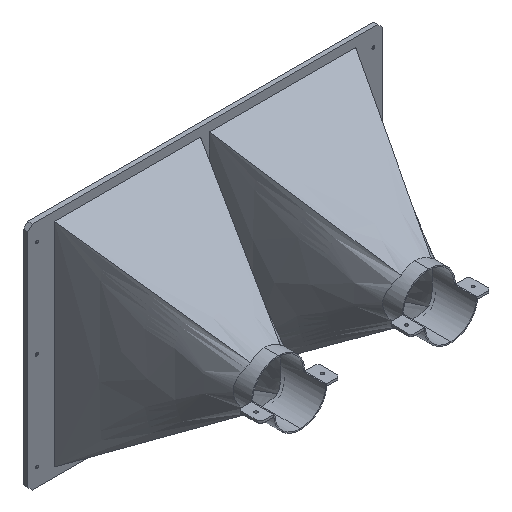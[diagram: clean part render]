
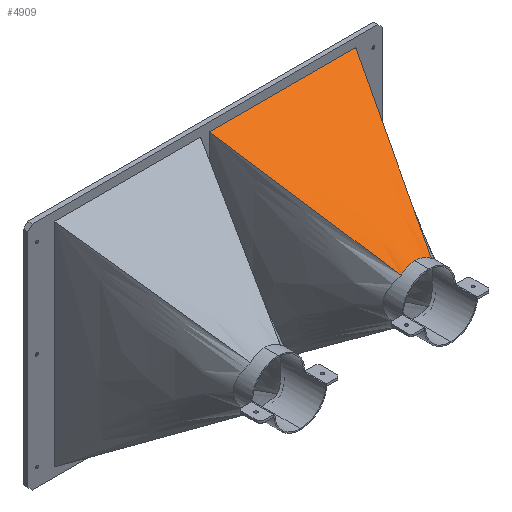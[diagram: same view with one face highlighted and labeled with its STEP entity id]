
A CAD part, isometric view. The second image highlights one B-rep face of the part: STEP entity #4909.
In plain terms, the highlighted free-form (B-spline) face has degree [3, 1] with [18, 2] control points.
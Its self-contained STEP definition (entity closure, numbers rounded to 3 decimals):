
#213 = CARTESIAN_POINT ( 'NONE',  ( 230., 0., 240. ) ) ;
#246 = ORIENTED_EDGE ( 'NONE', *, *, #6650, .T. ) ;
#284 = CARTESIAN_POINT ( 'NONE',  ( 196.381, -320., 42.539 ) ) ;
#346 = EDGE_CURVE ( 'NONE', #1730, #8719, #1640, .T. ) ;
#457 = CARTESIAN_POINT ( 'NONE',  ( 186.478, -304.149, 57.698 ) ) ;
#829 = ORIENTED_EDGE ( 'NONE', *, *, #6743, .F. ) ;
#874 = LINE ( 'NONE', #1341, #3867 ) ;
#922 = CARTESIAN_POINT ( 'NONE',  ( 10., 0., 240. ) ) ;
#1020 = CARTESIAN_POINT ( 'NONE',  ( 182.756, -320., 48.412 ) ) ;
#1060 = CARTESIAN_POINT ( 'NONE',  ( 172.588, -320., 50. ) ) ;
#1102 = CARTESIAN_POINT ( 'NONE',  ( 143.619, -320., 42.539 ) ) ;
#1135 = CARTESIAN_POINT ( 'NONE',  ( 65., 0., 240. ) ) ;
#1206 = CARTESIAN_POINT ( 'NONE',  ( 170., -303.157, 60. ) ) ;
#1341 = CARTESIAN_POINT ( 'NONE',  ( 75.837, -160., 140.601 ) ) ;
#1374 = CARTESIAN_POINT ( 'NONE',  ( 184.265, -303.916, 58.285 ) ) ;
#1640 = LINE ( 'NONE', #3716, #9204 ) ;
#1730 = VERTEX_POINT ( 'NONE', #10174 ) ;
#1936 = CARTESIAN_POINT ( 'NONE',  ( 202.5, 0., 240. ) ) ;
#2084 = CARTESIAN_POINT ( 'NONE',  ( 106.25, 0., 240. ) ) ;
#2103 = CARTESIAN_POINT ( 'NONE',  ( 230., 0., 240. ) ) ;
#2216 = CARTESIAN_POINT ( 'NONE',  ( 201.632, -306.412, 51.075 ) ) ;
#2228 = B_SPLINE_CURVE_WITH_KNOTS ( 'NONE', 3,
 ( #5846, #2216, #8597, #7711, #8635, #5933, #457, #6842, #1374, #3225, #4139, #10525, #8405, #3530 ),
 .UNSPECIFIED., .F., .F.,
 ( 4, 2, 2, 2, 2, 2, 4 ),
 ( 0., 0.009, 0.018, 0.02, 0.023, 0.027, 0.036 ),
 .UNSPECIFIED. ) ;
#2526 = CARTESIAN_POINT ( 'NONE',  ( 146.616, -304.828, 55.276 ) ) ;
#2858 = CARTESIAN_POINT ( 'NONE',  ( 175.176, -320., 49.798 ) ) ;
#2966 = CARTESIAN_POINT ( 'NONE',  ( 168.494, -303.154, 59.986 ) ) ;
#3009 = CARTESIAN_POINT ( 'NONE',  ( 158.022, -303.551, 58.869 ) ) ;
#3017 = CARTESIAN_POINT ( 'NONE',  ( 120., 0., 240. ) ) ;
#3154 = EDGE_LOOP ( 'NONE', ( #829, #8011, #7553, #246, #6444 ) ) ;
#3225 = CARTESIAN_POINT ( 'NONE',  ( 182.043, -303.706, 58.799 ) ) ;
#3366 = CARTESIAN_POINT ( 'NONE',  ( 136.151, -306.578, 49.54 ) ) ;
#3398 = CARTESIAN_POINT ( 'NONE',  ( 145.243, -305.028, 54.675 ) ) ;
#3530 = CARTESIAN_POINT ( 'NONE',  ( 170., -303.157, 60. ) ) ;
#3667 = FACE_OUTER_BOUND ( 'NONE', #3154, .T. ) ;
#3716 = CARTESIAN_POINT ( 'NONE',  ( 269.163, -160., 140.601 ) ) ;
#3776 = CARTESIAN_POINT ( 'NONE',  ( 147.5, 0., 240. ) ) ;
#3847 = CARTESIAN_POINT ( 'NONE',  ( 271.25, 0., 240. ) ) ;
#3867 = VECTOR ( 'NONE', #7752, 1000. ) ;
#3958 = CARTESIAN_POINT ( 'NONE',  ( 155.114, -303.801, 58.201 ) ) ;
#4139 = CARTESIAN_POINT ( 'NONE',  ( 180.555, -303.586, 59.084 ) ) ;
#4733 = CARTESIAN_POINT ( 'NONE',  ( 243.75, 0., 240. ) ) ;
#4771 = CARTESIAN_POINT ( 'NONE',  ( 78.75, 0., 240. ) ) ;
#4847 = CARTESIAN_POINT ( 'NONE',  ( 198.326, -320., 41.202 ) ) ;
#4909 = ADVANCED_FACE ( 'NONE', ( #3667 ), #5086, .T. ) ;
#4956 = CARTESIAN_POINT ( 'NONE',  ( 149.417, -304.45, 56.379 ) ) ;
#5046 = CARTESIAN_POINT ( 'NONE',  ( 204.131, -306.89, 49.347 ) ) ;
#5086 = B_SPLINE_SURFACE_WITH_KNOTS ( 'NONE', 3, 1, ( 
 ( #10271, #4847 ),
 ( #11222, #284 ),
 ( #8348, #11146 ),
 ( #6510, #7547 ),
 ( #3847, #8311 ),
 ( #4733, #1020 ),
 ( #213, #8384 ),
 ( #1936, #2858 ),
 ( #9233, #1060 ),
 ( #6633, #11107 ),
 ( #3776, #7433 ),
 ( #3017, #10161 ),
 ( #2084, #9353 ),
 ( #4771, #5639 ),
 ( #1135, #8462 ),
 ( #11188, #6553 ),
 ( #8425, #1102 ),
 ( #9312, #7512 ) ),
 .UNSPECIFIED., .F., .F., .F.,
 ( 4, 2, 2, 2, 2, 2, 2, 2, 4 ),
 ( 2, 2 ),
 ( 0., 0.125, 0.25, 0.375, 0.5, 0.625, 0.75, 0.875, 1. ),
 ( 0., 1. ),
 .UNSPECIFIED. ) ;
#5248 = CARTESIAN_POINT ( 'NONE',  ( 138.626, -306.111, 51.231 ) ) ;
#5320 = VERTEX_POINT ( 'NONE', #10908 ) ;
#5639 = CARTESIAN_POINT ( 'NONE',  ( 152.428, -320., 46.879 ) ) ;
#5669 = CARTESIAN_POINT ( 'NONE',  ( 169.248, -303.153, 60. ) ) ;
#5711 = CARTESIAN_POINT ( 'NONE',  ( 163.96, -303.241, 59.714 ) ) ;
#5837 = CARTESIAN_POINT ( 'NONE',  ( 170., -303.157, 60. ) ) ;
#5846 = CARTESIAN_POINT ( 'NONE',  ( 204.131, -306.89, 49.347 ) ) ;
#5933 = CARTESIAN_POINT ( 'NONE',  ( 187.212, -304.233, 57.483 ) ) ;
#6444 = ORIENTED_EDGE ( 'NONE', *, *, #10881, .F. ) ;
#6510 = CARTESIAN_POINT ( 'NONE',  ( 285., 0., 240. ) ) ;
#6553 = CARTESIAN_POINT ( 'NONE',  ( 145.702, -320., 43.768 ) ) ;
#6574 = CARTESIAN_POINT ( 'NONE',  ( 340., 0., 240. ) ) ;
#6633 = CARTESIAN_POINT ( 'NONE',  ( 161.25, 0., 240. ) ) ;
#6650 = EDGE_CURVE ( 'NONE', #6861, #5320, #874, .T. ) ;
#6743 = EDGE_CURVE ( 'NONE', #8719, #11732, #2228, .T. ) ;
#6842 = CARTESIAN_POINT ( 'NONE',  ( 185.004, -303.99, 58.099 ) ) ;
#6861 = VERTEX_POINT ( 'NONE', #7791 ) ;
#7059 = CARTESIAN_POINT ( 'NONE',  ( 141.208, -305.657, 52.725 ) ) ;
#7411 = DIRECTION ( 'NONE',  ( -0.352, -0.795, -0.494 ) ) ;
#7433 = CARTESIAN_POINT ( 'NONE',  ( 164.824, -320., 49.798 ) ) ;
#7512 = CARTESIAN_POINT ( 'NONE',  ( 141.674, -320., 41.202 ) ) ;
#7539 = CARTESIAN_POINT ( 'NONE',  ( 162.465, -303.303, 59.544 ) ) ;
#7547 = CARTESIAN_POINT ( 'NONE',  ( 189.893, -320., 45.938 ) ) ;
#7553 = ORIENTED_EDGE ( 'NONE', *, *, #8364, .F. ) ;
#7711 = CARTESIAN_POINT ( 'NONE',  ( 193.638, -305.073, 55.229 ) ) ;
#7752 = DIRECTION ( 'NONE',  ( 0.33, -0.802, -0.498 ) ) ;
#7791 = CARTESIAN_POINT ( 'NONE',  ( 10., 0., 240. ) ) ;
#8011 = ORIENTED_EDGE ( 'NONE', *, *, #346, .F. ) ;
#8311 = CARTESIAN_POINT ( 'NONE',  ( 187.572, -320., 46.879 ) ) ;
#8348 = CARTESIAN_POINT ( 'NONE',  ( 312.5, 0., 240. ) ) ;
#8364 = EDGE_CURVE ( 'NONE', #6861, #1730, #8372, .T. ) ;
#8372 = B_SPLINE_CURVE_WITH_KNOTS ( 'NONE', 3,
 ( #922, #10222, #2103, #6574 ),
 .UNSPECIFIED., .F., .F.,
 ( 4, 4 ),
 ( 0., 1. ),
 .UNSPECIFIED. ) ;
#8384 = CARTESIAN_POINT ( 'NONE',  ( 180.26, -320., 49.004 ) ) ;
#8405 = CARTESIAN_POINT ( 'NONE',  ( 173.049, -303.174, 60. ) ) ;
#8425 = CARTESIAN_POINT ( 'NONE',  ( 23.75, 0., 240. ) ) ;
#8455 = CARTESIAN_POINT ( 'NONE',  ( 166.224, -303.183, 59.886 ) ) ;
#8462 = CARTESIAN_POINT ( 'NONE',  ( 150.107, -320., 45.938 ) ) ;
#8597 = CARTESIAN_POINT ( 'NONE',  ( 199.034, -305.945, 52.593 ) ) ;
#8635 = CARTESIAN_POINT ( 'NONE',  ( 190.841, -304.668, 56.346 ) ) ;
#8646 = CARTESIAN_POINT ( 'NONE',  ( 150.832, -304.276, 56.875 ) ) ;
#8719 = VERTEX_POINT ( 'NONE', #5046 ) ;
#8747 = B_SPLINE_CURVE_WITH_KNOTS ( 'NONE', 3,
 ( #1206, #5669, #2966, #10262, #8455, #5711, #7539, #3009, #3958, #8646, #4956, #2526, #3398, #7059, #5248, #3366 ),
 .UNSPECIFIED., .F., .F.,
 ( 4, 2, 2, 2, 2, 2, 2, 4 ),
 ( 0.036, 0.039, 0.041, 0.045, 0.054, 0.059, 0.063, 0.072 ),
 .UNSPECIFIED. ) ;
#9204 = VECTOR ( 'NONE', #7411, 1000. ) ;
#9233 = CARTESIAN_POINT ( 'NONE',  ( 188.75, 0., 240. ) ) ;
#9312 = CARTESIAN_POINT ( 'NONE',  ( 10., 0., 240. ) ) ;
#9353 = CARTESIAN_POINT ( 'NONE',  ( 157.244, -320., 48.412 ) ) ;
#10161 = CARTESIAN_POINT ( 'NONE',  ( 159.74, -320., 49.004 ) ) ;
#10174 = CARTESIAN_POINT ( 'NONE',  ( 340., 0., 240. ) ) ;
#10222 = CARTESIAN_POINT ( 'NONE',  ( 120., 0., 240. ) ) ;
#10262 = CARTESIAN_POINT ( 'NONE',  ( 166.983, -303.169, 59.929 ) ) ;
#10271 = CARTESIAN_POINT ( 'NONE',  ( 340., 0., 240. ) ) ;
#10525 = CARTESIAN_POINT ( 'NONE',  ( 176.069, -303.287, 59.769 ) ) ;
#10881 = EDGE_CURVE ( 'NONE', #11732, #5320, #8747, .T. ) ;
#10908 = CARTESIAN_POINT ( 'NONE',  ( 136.151, -306.578, 49.54 ) ) ;
#11107 = CARTESIAN_POINT ( 'NONE',  ( 167.412, -320., 50. ) ) ;
#11146 = CARTESIAN_POINT ( 'NONE',  ( 194.298, -320., 43.768 ) ) ;
#11188 = CARTESIAN_POINT ( 'NONE',  ( 37.5, 0., 240. ) ) ;
#11222 = CARTESIAN_POINT ( 'NONE',  ( 326.25, 0., 240. ) ) ;
#11732 = VERTEX_POINT ( 'NONE', #5837 ) ;
